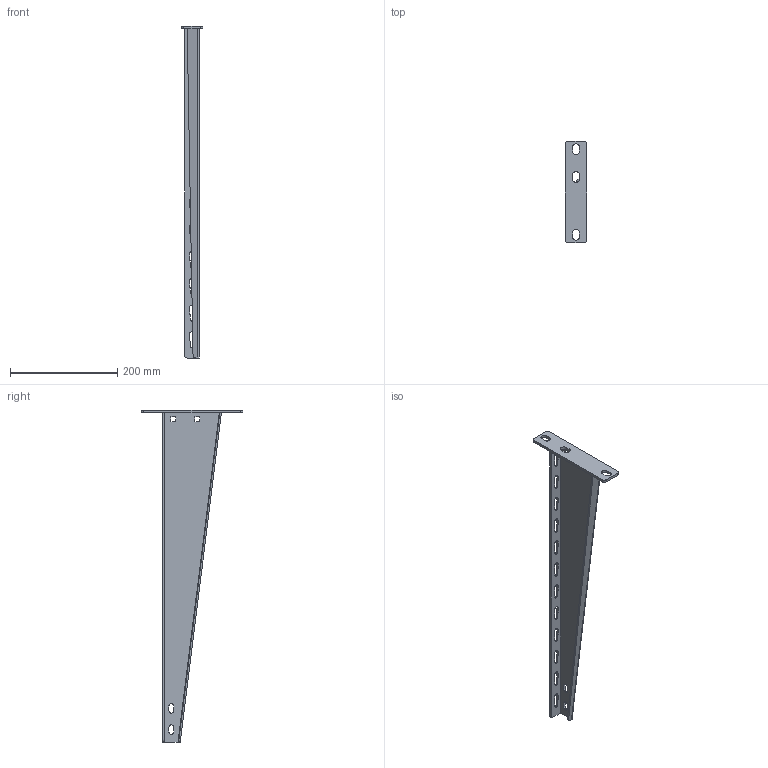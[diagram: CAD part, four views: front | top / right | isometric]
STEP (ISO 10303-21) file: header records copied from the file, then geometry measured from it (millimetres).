
FILE_DESCRIPTION((''),'2;1');
FILE_NAME('711260_ASM','2019-01-11T12:46:39',('tomasz.grudniewski'),(''),'CREO PARAMETRIC BY PTC INC, 2018400','CREO PARAMETRIC BY PTC INC, 2018400','');
FILE_SCHEMA(('CONFIG_CONTROL_DESIGN'));
Length unit declared in the file: millimetre
Products named in the file (3): WWC600_PRT; WWC600_1_PRT; 711260_ASM
Assembly tree (2 placements, depth 2):
  711260_ASM
    WWC600_PRT
    WWC600_1_PRT
Bounding box: 40 x 190 x 620 mm (x, y, z)
Volume: 225908.5 mm3; surface area: 151822 mm2
Topology: 2 solids, 2 shells, 158 faces, 446 edges, 292 vertices
Faces by surface type: plane 88, cylinder 66, bspline 4
Entity records: 5414 total; most frequent: CARTESIAN_POINT 1051, DIRECTION 896, ORIENTED_EDGE 892, EDGE_CURVE 446, VECTOR 310, LINE 310, AXIS2_PLACEMENT_3D 293, VERTEX_POINT 292
